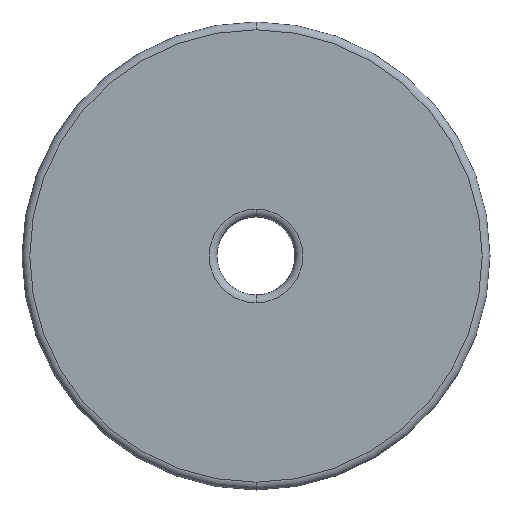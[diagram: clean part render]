
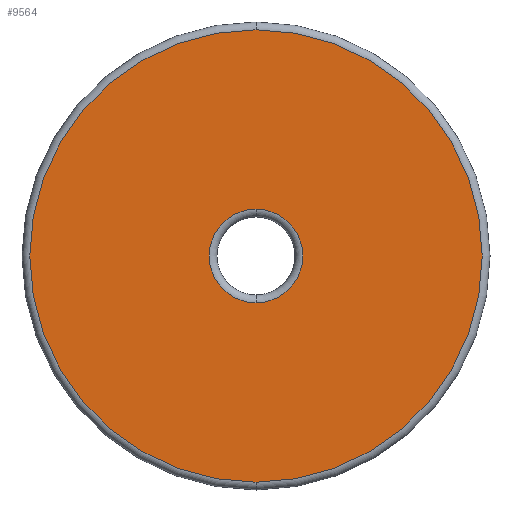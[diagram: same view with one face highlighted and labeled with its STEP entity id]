
A CAD part, front view. The second image highlights one B-rep face of the part: STEP entity #9564.
In plain terms, the highlighted planar face has unit normal (0, -1, 0).
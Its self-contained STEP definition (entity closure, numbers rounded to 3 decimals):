
#96 = DIRECTION ( 'NONE',  ( 0., 0., 1. ) ) ;
#357 = CARTESIAN_POINT ( 'NONE',  ( 0., -17., -14.5 ) ) ;
#1129 = FACE_BOUND ( 'NONE', #2491, .T. ) ;
#1599 = CARTESIAN_POINT ( 'NONE',  ( 0., -17., -3. ) ) ;
#2036 = EDGE_CURVE ( 'NONE', #9160, #3316, #2408, .T. ) ;
#2408 = CIRCLE ( 'NONE', #12585, 3. ) ;
#2491 = EDGE_LOOP ( 'NONE', ( #5709, #13630 ) ) ;
#2704 = CIRCLE ( 'NONE', #5022, 14.5 ) ;
#2736 = ORIENTED_EDGE ( 'NONE', *, *, #2989, .T. ) ;
#2989 = EDGE_CURVE ( 'NONE', #12037, #9252, #3924, .T. ) ;
#3132 = DIRECTION ( 'NONE',  ( 0., 1., 0. ) ) ;
#3316 = VERTEX_POINT ( 'NONE', #1599 ) ;
#3418 = EDGE_CURVE ( 'NONE', #3316, #9160, #13310, .T. ) ;
#3924 = CIRCLE ( 'NONE', #4448, 14.5 ) ;
#4330 = CARTESIAN_POINT ( 'NONE',  ( 0., -17., 0. ) ) ;
#4372 = FACE_OUTER_BOUND ( 'NONE', #5419, .T. ) ;
#4448 = AXIS2_PLACEMENT_3D ( 'NONE', #4330, #5426, #10943 ) ;
#4694 = EDGE_CURVE ( 'NONE', #9252, #12037, #2704, .T. ) ;
#4823 = AXIS2_PLACEMENT_3D ( 'NONE', #6690, #11984, #8757 ) ;
#5022 = AXIS2_PLACEMENT_3D ( 'NONE', #12117, #13188, #96 ) ;
#5419 = EDGE_LOOP ( 'NONE', ( #2736, #5551 ) ) ;
#5426 = DIRECTION ( 'NONE',  ( 0., -1., 0. ) ) ;
#5551 = ORIENTED_EDGE ( 'NONE', *, *, #4694, .T. ) ;
#5709 = ORIENTED_EDGE ( 'NONE', *, *, #2036, .T. ) ;
#5888 = CARTESIAN_POINT ( 'NONE',  ( 0., -17., 14.5 ) ) ;
#6394 = CARTESIAN_POINT ( 'NONE',  ( 0., -17., 0. ) ) ;
#6690 = CARTESIAN_POINT ( 'NONE',  ( 0., -17., 0. ) ) ;
#8625 = DIRECTION ( 'NONE',  ( 0., 1., 0. ) ) ;
#8757 = DIRECTION ( 'NONE',  ( 0., 0., 1. ) ) ;
#9160 = VERTEX_POINT ( 'NONE', #13737 ) ;
#9252 = VERTEX_POINT ( 'NONE', #357 ) ;
#9564 = ADVANCED_FACE ( 'NONE', ( #1129, #4372 ), #11030, .F. ) ;
#10834 = DIRECTION ( 'NONE',  ( 0., 0., 1. ) ) ;
#10943 = DIRECTION ( 'NONE',  ( 0., 0., 1. ) ) ;
#10953 = CARTESIAN_POINT ( 'NONE',  ( 0., -17., 0. ) ) ;
#11030 = PLANE ( 'NONE',  #4823 ) ;
#11970 = AXIS2_PLACEMENT_3D ( 'NONE', #6394, #3132, #10834 ) ;
#11984 = DIRECTION ( 'NONE',  ( 0., 1., 0. ) ) ;
#12037 = VERTEX_POINT ( 'NONE', #5888 ) ;
#12101 = DIRECTION ( 'NONE',  ( 0., 0., 1. ) ) ;
#12117 = CARTESIAN_POINT ( 'NONE',  ( 0., -17., 0. ) ) ;
#12585 = AXIS2_PLACEMENT_3D ( 'NONE', #10953, #8625, #12101 ) ;
#13188 = DIRECTION ( 'NONE',  ( 0., -1., 0. ) ) ;
#13310 = CIRCLE ( 'NONE', #11970, 3. ) ;
#13630 = ORIENTED_EDGE ( 'NONE', *, *, #3418, .T. ) ;
#13737 = CARTESIAN_POINT ( 'NONE',  ( 0., -17., 3. ) ) ;
